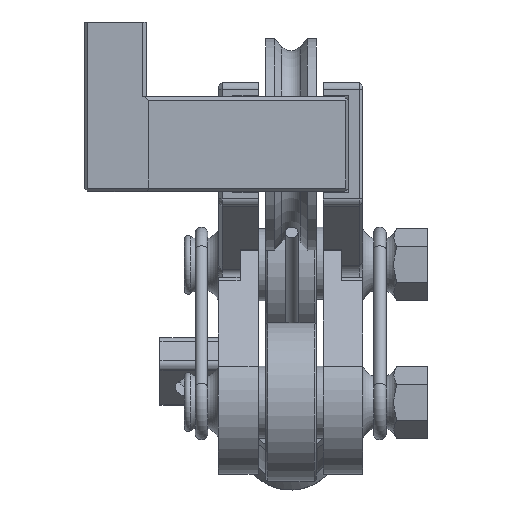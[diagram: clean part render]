
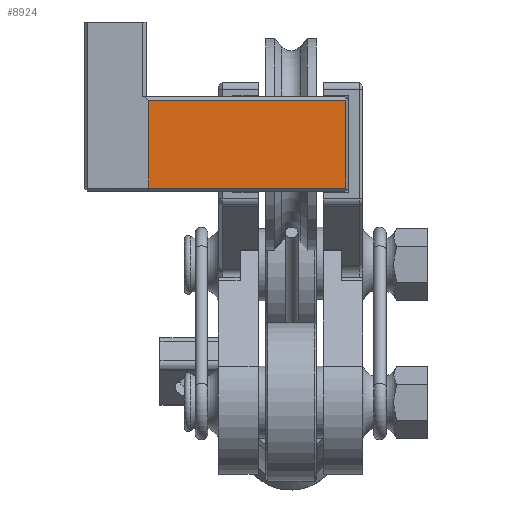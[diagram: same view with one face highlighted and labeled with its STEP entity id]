
A CAD part, left-side view. The second image highlights one B-rep face of the part: STEP entity #8924.
In plain terms, the highlighted planar face has unit normal (-0.671, -0.742, 0).
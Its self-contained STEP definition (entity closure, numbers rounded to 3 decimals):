
#487=PLANE('',#9548);
#891=LINE('',#13205,#1559);
#918=LINE('',#13287,#1586);
#1010=LINE('',#13714,#1678);
#1015=LINE('',#13723,#1683);
#1559=VECTOR('',#10520,10.);
#1586=VECTOR('',#10557,10.);
#1678=VECTOR('',#10775,10.);
#1683=VECTOR('',#10784,10.);
#2335=FACE_OUTER_BOUND('',#2872,.T.);
#2872=EDGE_LOOP('',(#6468,#6469,#6470,#6471));
#3941=VERTEX_POINT('',#13202);
#3942=VERTEX_POINT('',#13204);
#3972=VERTEX_POINT('',#13286);
#4072=VERTEX_POINT('',#13713);
#4838=EDGE_CURVE('',#3941,#3942,#891,.T.);
#4871=EDGE_CURVE('',#3942,#3972,#918,.T.);
#5010=EDGE_CURVE('',#3972,#4072,#1010,.T.);
#5015=EDGE_CURVE('',#4072,#3941,#1015,.T.);
#6468=ORIENTED_EDGE('',*,*,#4838,.F.);
#6469=ORIENTED_EDGE('',*,*,#5015,.F.);
#6470=ORIENTED_EDGE('',*,*,#5010,.F.);
#6471=ORIENTED_EDGE('',*,*,#4871,.F.);
#8924=ADVANCED_FACE('',(#2335),#487,.T.);
#9548=AXIS2_PLACEMENT_3D('',#13722,#10782,#10783);
#10520=DIRECTION('',(0.742,-0.671,0.));
#10557=DIRECTION('',(0.,0.,-1.));
#10775=DIRECTION('',(-0.742,0.671,0.));
#10782=DIRECTION('center_axis',(-0.671,-0.742,0.));
#10783=DIRECTION('ref_axis',(-0.742,0.671,0.));
#10784=DIRECTION('',(0.,0.,1.));
#13202=CARTESIAN_POINT('',(-169.955,26.778,112.62));
#13204=CARTESIAN_POINT('',(-139.775,-0.527,112.62));
#13205=CARTESIAN_POINT('',(-121.655,-16.92,112.62));
#13286=CARTESIAN_POINT('',(-139.775,-0.527,100.5));
#13287=CARTESIAN_POINT('',(-139.775,-0.527,106.81));
#13713=CARTESIAN_POINT('',(-169.955,26.778,100.5));
#13714=CARTESIAN_POINT('',(-122.526,-16.132,100.5));
#13722=CARTESIAN_POINT('Origin',(-139.404,-0.862,113.12));
#13723=CARTESIAN_POINT('',(-169.955,26.778,103.));
